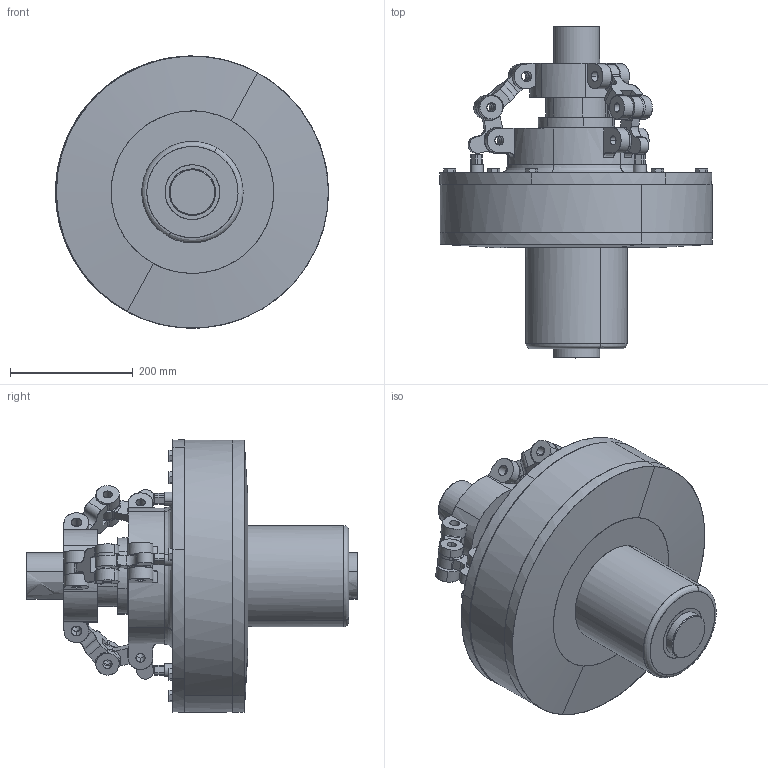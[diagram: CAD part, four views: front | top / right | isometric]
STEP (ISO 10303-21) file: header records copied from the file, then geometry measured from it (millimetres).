
FILE_DESCRIPTION(('FreeCAD Model'),'2;1');
FILE_NAME('Open CASCADE Shape Model','2025-04-17T10:54:25',('FreeCAD'),( 'FreeCAD'),'Open CASCADE STEP processor 7.6','FreeCAD','Unknown');
FILE_SCHEMA(('AUTOMOTIVE_DESIGN { 1 0 10303 214 1 1 1 1 }'));
Products named in the file (1): Open CASCADE STEP translator 7.6 1
Bounding box: 444.07 x 539.94 x 442.75 mm (x, y, z)
Surface area: 3242050.7 mm2 (no closed solid volume)
Topology: 0 solids, 1123 shells, 1123 faces, 5906 edges, 5906 vertices
Faces by surface type: bspline 1123
Entity records: 59071 total; most frequent: CARTESIAN_POINT 31654, ORIENTED_EDGE 5906, EDGE_CURVE 5906, VERTEX_POINT 5906, B_SPLINE_CURVE_WITH_KNOTS 3271, FACE_BOUND 1287, EDGE_LOOP 1287, SHELL_BASED_SURFACE_MODEL 1123
